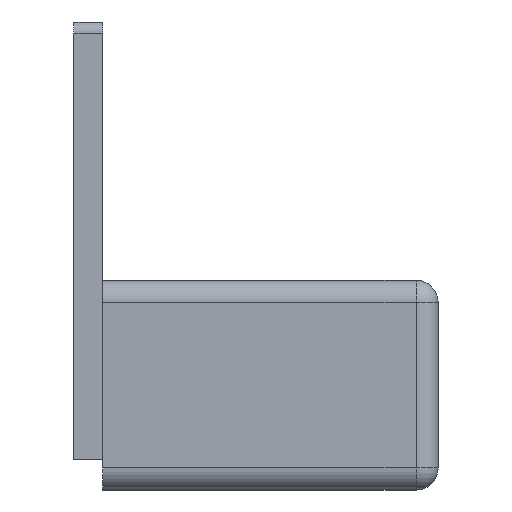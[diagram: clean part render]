
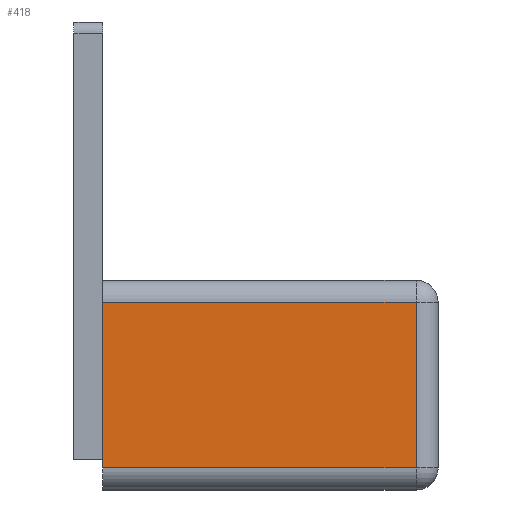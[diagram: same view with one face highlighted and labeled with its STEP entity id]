
A CAD part, left-side view. The second image highlights one B-rep face of the part: STEP entity #418.
In plain terms, the highlighted planar face has unit normal (-1, 0, 0).
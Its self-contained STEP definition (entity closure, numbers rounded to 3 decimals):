
#418=ADVANCED_FACE('',(#718),#719,.F.);
#718=FACE_OUTER_BOUND('',#973,.T.);
#719=PLANE('',#974);
#973=EDGE_LOOP('',(#1605,#1606,#1607,#1608));
#974=AXIS2_PLACEMENT_3D('',#1609,#1610,#1611);
#1605=ORIENTED_EDGE('',*,*,#1910,.T.);
#1606=ORIENTED_EDGE('',*,*,#1925,.T.);
#1607=ORIENTED_EDGE('',*,*,#1926,.T.);
#1608=ORIENTED_EDGE('',*,*,#1927,.T.);
#1609=CARTESIAN_POINT('',(0.0,7.6,4.75));
#1610=DIRECTION('',(1.0,0.0,0.0));
#1611=DIRECTION('',(0.0,-1.0,0.0));
#1910=EDGE_CURVE('',#2282,#2278,#2283,.T.);
#1925=EDGE_CURVE('',#2278,#2300,#2301,.T.);
#1926=EDGE_CURVE('',#2300,#2302,#2303,.T.);
#1927=EDGE_CURVE('',#2302,#2282,#2304,.T.);
#2278=VERTEX_POINT('',#2786);
#2282=VERTEX_POINT('',#2790);
#2283=LINE('',#2791,#2792);
#2300=VERTEX_POINT('',#2812);
#2301=LINE('',#2813,#2814);
#2302=VERTEX_POINT('',#2815);
#2303=LINE('',#2816,#2817);
#2304=LINE('',#2818,#2819);
#2786=CARTESIAN_POINT('',(0.,1.,8.5));
#2790=CARTESIAN_POINT('',(0.,1.,1.));
#2791=CARTESIAN_POINT('',(0.0,1.,4.75));
#2792=VECTOR('',#3066,1.0);
#2812=CARTESIAN_POINT('',(0.,15.2,8.5));
#2813=CARTESIAN_POINT('',(0.,3.8,8.5));
#2814=VECTOR('',#3088,1.0);
#2815=CARTESIAN_POINT('',(0.0,15.2,1.0));
#2816=CARTESIAN_POINT('',(0.0,15.2,4.75));
#2817=VECTOR('',#3089,1.0);
#2818=CARTESIAN_POINT('',(0.,19.0,1.));
#2819=VECTOR('',#3090,1.0);
#3066=DIRECTION('',(-0.0,0.0,1.0));
#3088=DIRECTION('',(-0.0,1.0,0.0));
#3089=DIRECTION('',(0.0,0.0,-1.0));
#3090=DIRECTION('',(0.0,-1.0,0.0));
